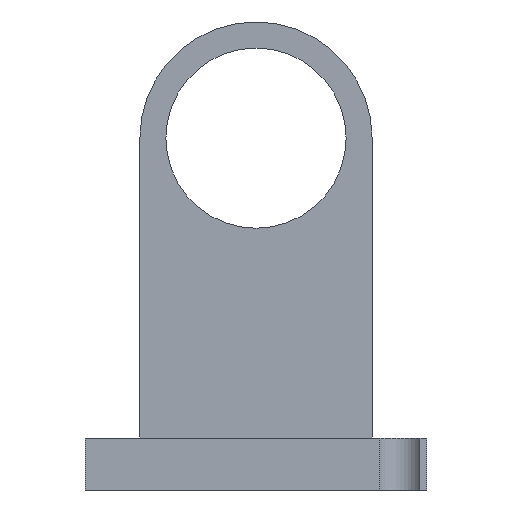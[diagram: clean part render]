
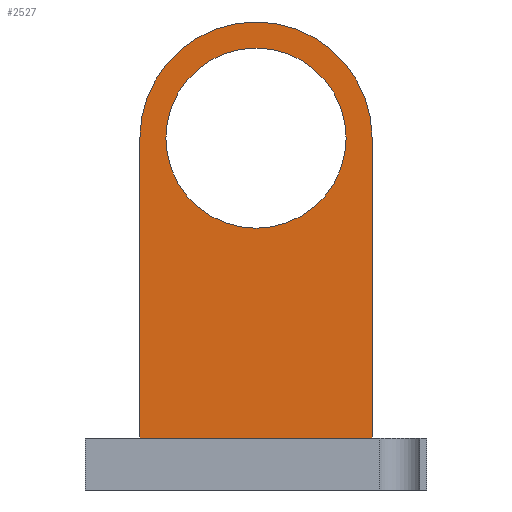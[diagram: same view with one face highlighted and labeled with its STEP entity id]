
A CAD part, front view. The second image highlights one B-rep face of the part: STEP entity #2527.
In plain terms, the highlighted planar face has unit normal (0, -1, 0).
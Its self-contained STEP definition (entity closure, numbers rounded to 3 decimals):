
#1842 = PLANE('',#1843);
#1843 = AXIS2_PLACEMENT_3D('',#1844,#1845,#1846);
#1844 = CARTESIAN_POINT('',(-32.827,-100.5,5.));
#1845 = DIRECTION('',(0.,0.,1.));
#1846 = DIRECTION('',(1.,0.,0.));
#2043 = VERTEX_POINT('',#2044);
#2044 = CARTESIAN_POINT('',(-22.327,-10.661,5.));
#2058 = PLANE('',#2059);
#2059 = AXIS2_PLACEMENT_3D('',#2060,#2061,#2062);
#2060 = CARTESIAN_POINT('',(-22.327,-4.685,
    -17.327));
#2061 = DIRECTION('',(1.,0.,0.));
#2062 = DIRECTION('',(0.,-1.,0.));
#2099 = VERTEX_POINT('',#2100);
#2100 = CARTESIAN_POINT('',(22.327,-10.661,5.));
#2114 = PLANE('',#2115);
#2115 = AXIS2_PLACEMENT_3D('',#2116,#2117,#2118);
#2116 = CARTESIAN_POINT('',(22.327,-4.685,
    -17.327));
#2117 = DIRECTION('',(1.,0.,0.));
#2118 = DIRECTION('',(0.,-1.,0.));
#2126 = EDGE_CURVE('',#2043,#2099,#2127,.T.);
#2127 = SURFACE_CURVE('',#2128,(#2132,#2139),.PCURVE_S1.);
#2128 = LINE('',#2129,#2130);
#2129 = CARTESIAN_POINT('',(0.,-10.661,5.));
#2130 = VECTOR('',#2131,1.);
#2131 = DIRECTION('',(1.,0.,0.));
#2132 = PCURVE('',#1842,#2133);
#2133 = DEFINITIONAL_REPRESENTATION('',(#2134),#2138);
#2134 = LINE('',#2135,#2136);
#2135 = CARTESIAN_POINT('',(32.827,89.839));
#2136 = VECTOR('',#2137,1.);
#2137 = DIRECTION('',(1.,0.));
#2138 = ( GEOMETRIC_REPRESENTATION_CONTEXT(2) 
PARAMETRIC_REPRESENTATION_CONTEXT() REPRESENTATION_CONTEXT('2D SPACE',''
  ) );
#2139 = PCURVE('',#2140,#2145);
#2140 = PLANE('',#2141);
#2141 = AXIS2_PLACEMENT_3D('',#2142,#2143,#2144);
#2142 = CARTESIAN_POINT('',(-22.327,-10.661,
    -17.327));
#2143 = DIRECTION('',(0.,-1.,0.));
#2144 = DIRECTION('',(1.,0.,0.));
#2145 = DEFINITIONAL_REPRESENTATION('',(#2146),#2150);
#2146 = LINE('',#2147,#2148);
#2147 = CARTESIAN_POINT('',(22.327,22.327));
#2148 = VECTOR('',#2149,1.);
#2149 = DIRECTION('',(1.,0.));
#2150 = ( GEOMETRIC_REPRESENTATION_CONTEXT(2) 
PARAMETRIC_REPRESENTATION_CONTEXT() REPRESENTATION_CONTEXT('2D SPACE',''
  ) );
#2455 = EDGE_CURVE('',#2043,#2456,#2458,.T.);
#2456 = VERTEX_POINT('',#2457);
#2457 = CARTESIAN_POINT('',(-22.327,-10.661,
    62.683));
#2458 = SURFACE_CURVE('',#2459,(#2463,#2470),.PCURVE_S1.);
#2459 = LINE('',#2460,#2461);
#2460 = CARTESIAN_POINT('',(-22.327,-10.661,
    -17.327));
#2461 = VECTOR('',#2462,1.);
#2462 = DIRECTION('',(0.,0.,1.));
#2463 = PCURVE('',#2058,#2464);
#2464 = DEFINITIONAL_REPRESENTATION('',(#2465),#2469);
#2465 = LINE('',#2466,#2467);
#2466 = CARTESIAN_POINT('',(5.976,0.));
#2467 = VECTOR('',#2468,1.);
#2468 = DIRECTION('',(0.,-1.));
#2469 = ( GEOMETRIC_REPRESENTATION_CONTEXT(2) 
PARAMETRIC_REPRESENTATION_CONTEXT() REPRESENTATION_CONTEXT('2D SPACE',''
  ) );
#2470 = PCURVE('',#2140,#2471);
#2471 = DEFINITIONAL_REPRESENTATION('',(#2472),#2476);
#2472 = LINE('',#2473,#2474);
#2473 = CARTESIAN_POINT('',(0.,0.));
#2474 = VECTOR('',#2475,1.);
#2475 = DIRECTION('',(0.,1.));
#2476 = ( GEOMETRIC_REPRESENTATION_CONTEXT(2) 
PARAMETRIC_REPRESENTATION_CONTEXT() REPRESENTATION_CONTEXT('2D SPACE',''
  ) );
#2516 = CYLINDRICAL_SURFACE('',#2517,22.317);
#2517 = AXIS2_PLACEMENT_3D('',#2518,#2519,#2520);
#2518 = CARTESIAN_POINT('',(-0.01,-4.685,
    62.683));
#2519 = DIRECTION('',(0.,-1.,0.));
#2520 = DIRECTION('',(-1.,-0.,0.));
#2527 = ADVANCED_FACE('',(#2528,#2638),#2140,.T.);
#2528 = FACE_BOUND('',#2529,.T.);
#2529 = EDGE_LOOP('',(#2530,#2531,#2532,#2555,#2584,#2612));
#2530 = ORIENTED_EDGE('',*,*,#2455,.F.);
#2531 = ORIENTED_EDGE('',*,*,#2126,.T.);
#2532 = ORIENTED_EDGE('',*,*,#2533,.T.);
#2533 = EDGE_CURVE('',#2099,#2534,#2536,.T.);
#2534 = VERTEX_POINT('',#2535);
#2535 = CARTESIAN_POINT('',(22.327,-10.661,
    62.683));
#2536 = SURFACE_CURVE('',#2537,(#2541,#2548),.PCURVE_S1.);
#2537 = LINE('',#2538,#2539);
#2538 = CARTESIAN_POINT('',(22.327,-10.661,
    -17.327));
#2539 = VECTOR('',#2540,1.);
#2540 = DIRECTION('',(0.,0.,1.));
#2541 = PCURVE('',#2140,#2542);
#2542 = DEFINITIONAL_REPRESENTATION('',(#2543),#2547);
#2543 = LINE('',#2544,#2545);
#2544 = CARTESIAN_POINT('',(44.654,0.));
#2545 = VECTOR('',#2546,1.);
#2546 = DIRECTION('',(0.,1.));
#2547 = ( GEOMETRIC_REPRESENTATION_CONTEXT(2) 
PARAMETRIC_REPRESENTATION_CONTEXT() REPRESENTATION_CONTEXT('2D SPACE',''
  ) );
#2548 = PCURVE('',#2114,#2549);
#2549 = DEFINITIONAL_REPRESENTATION('',(#2550),#2554);
#2550 = LINE('',#2551,#2552);
#2551 = CARTESIAN_POINT('',(5.976,0.));
#2552 = VECTOR('',#2553,1.);
#2553 = DIRECTION('',(0.,-1.));
#2554 = ( GEOMETRIC_REPRESENTATION_CONTEXT(2) 
PARAMETRIC_REPRESENTATION_CONTEXT() REPRESENTATION_CONTEXT('2D SPACE',''
  ) );
#2555 = ORIENTED_EDGE('',*,*,#2556,.T.);
#2556 = EDGE_CURVE('',#2534,#2557,#2559,.T.);
#2557 = VERTEX_POINT('',#2558);
#2558 = CARTESIAN_POINT('',(0.01,-10.661,85.));
#2559 = SURFACE_CURVE('',#2560,(#2565,#2572),.PCURVE_S1.);
#2560 = CIRCLE('',#2561,22.317);
#2561 = AXIS2_PLACEMENT_3D('',#2562,#2563,#2564);
#2562 = CARTESIAN_POINT('',(0.01,-10.661,
    62.683));
#2563 = DIRECTION('',(0.,-1.,0.));
#2564 = DIRECTION('',(0.,-0.,-1.));
#2565 = PCURVE('',#2140,#2566);
#2566 = DEFINITIONAL_REPRESENTATION('',(#2567),#2571);
#2567 = CIRCLE('',#2568,22.317);
#2568 = AXIS2_PLACEMENT_2D('',#2569,#2570);
#2569 = CARTESIAN_POINT('',(22.337,80.01));
#2570 = DIRECTION('',(0.,-1.));
#2571 = ( GEOMETRIC_REPRESENTATION_CONTEXT(2) 
PARAMETRIC_REPRESENTATION_CONTEXT() REPRESENTATION_CONTEXT('2D SPACE',''
  ) );
#2572 = PCURVE('',#2573,#2578);
#2573 = CYLINDRICAL_SURFACE('',#2574,22.317);
#2574 = AXIS2_PLACEMENT_3D('',#2575,#2576,#2577);
#2575 = CARTESIAN_POINT('',(0.01,-4.685,
    62.683));
#2576 = DIRECTION('',(0.,-1.,0.));
#2577 = DIRECTION('',(1.,0.,0.));
#2578 = DEFINITIONAL_REPRESENTATION('',(#2579),#2583);
#2579 = LINE('',#2580,#2581);
#2580 = CARTESIAN_POINT('',(-1.571,5.976));
#2581 = VECTOR('',#2582,1.);
#2582 = DIRECTION('',(1.,0.));
#2583 = ( GEOMETRIC_REPRESENTATION_CONTEXT(2) 
PARAMETRIC_REPRESENTATION_CONTEXT() REPRESENTATION_CONTEXT('2D SPACE',''
  ) );
#2584 = ORIENTED_EDGE('',*,*,#2585,.F.);
#2585 = EDGE_CURVE('',#2586,#2557,#2588,.T.);
#2586 = VERTEX_POINT('',#2587);
#2587 = CARTESIAN_POINT('',(-0.01,-10.661,85.));
#2588 = SURFACE_CURVE('',#2589,(#2593,#2600),.PCURVE_S1.);
#2589 = LINE('',#2590,#2591);
#2590 = CARTESIAN_POINT('',(-22.327,-10.661,85.));
#2591 = VECTOR('',#2592,1.);
#2592 = DIRECTION('',(1.,0.,0.));
#2593 = PCURVE('',#2140,#2594);
#2594 = DEFINITIONAL_REPRESENTATION('',(#2595),#2599);
#2595 = LINE('',#2596,#2597);
#2596 = CARTESIAN_POINT('',(0.,102.327));
#2597 = VECTOR('',#2598,1.);
#2598 = DIRECTION('',(1.,0.));
#2599 = ( GEOMETRIC_REPRESENTATION_CONTEXT(2) 
PARAMETRIC_REPRESENTATION_CONTEXT() REPRESENTATION_CONTEXT('2D SPACE',''
  ) );
#2600 = PCURVE('',#2601,#2606);
#2601 = PLANE('',#2602);
#2602 = AXIS2_PLACEMENT_3D('',#2603,#2604,#2605);
#2603 = CARTESIAN_POINT('',(-22.327,-4.685,85.));
#2604 = DIRECTION('',(0.,0.,1.));
#2605 = DIRECTION('',(0.,-1.,0.));
#2606 = DEFINITIONAL_REPRESENTATION('',(#2607),#2611);
#2607 = LINE('',#2608,#2609);
#2608 = CARTESIAN_POINT('',(5.976,0.));
#2609 = VECTOR('',#2610,1.);
#2610 = DIRECTION('',(0.,1.));
#2611 = ( GEOMETRIC_REPRESENTATION_CONTEXT(2) 
PARAMETRIC_REPRESENTATION_CONTEXT() REPRESENTATION_CONTEXT('2D SPACE',''
  ) );
#2612 = ORIENTED_EDGE('',*,*,#2613,.F.);
#2613 = EDGE_CURVE('',#2456,#2586,#2614,.T.);
#2614 = SURFACE_CURVE('',#2615,(#2620,#2631),.PCURVE_S1.);
#2615 = CIRCLE('',#2616,22.317);
#2616 = AXIS2_PLACEMENT_3D('',#2617,#2618,#2619);
#2617 = CARTESIAN_POINT('',(-0.01,-10.661,
    62.683));
#2618 = DIRECTION('',(-0.,1.,0.));
#2619 = DIRECTION('',(0.,0.,-1.));
#2620 = PCURVE('',#2140,#2621);
#2621 = DEFINITIONAL_REPRESENTATION('',(#2622),#2630);
#2622 = ( BOUNDED_CURVE() B_SPLINE_CURVE(2,(#2623,#2624,#2625,#2626,
#2627,#2628,#2629),.UNSPECIFIED.,.T.,.F.) B_SPLINE_CURVE_WITH_KNOTS((1,2
    ,2,2,2,1),(-2.094,0.,2.094,4.189,
6.283,8.378),.UNSPECIFIED.) CURVE() 
GEOMETRIC_REPRESENTATION_ITEM() RATIONAL_B_SPLINE_CURVE((1.,0.5,1.,0.5,
1.,0.5,1.)) REPRESENTATION_ITEM('') );
#2623 = CARTESIAN_POINT('',(22.317,57.693));
#2624 = CARTESIAN_POINT('',(-16.337,57.693));
#2625 = CARTESIAN_POINT('',(2.99,91.169));
#2626 = CARTESIAN_POINT('',(22.317,124.644));
#2627 = CARTESIAN_POINT('',(41.644,91.169));
#2628 = CARTESIAN_POINT('',(60.972,57.693));
#2629 = CARTESIAN_POINT('',(22.317,57.693));
#2630 = ( GEOMETRIC_REPRESENTATION_CONTEXT(2) 
PARAMETRIC_REPRESENTATION_CONTEXT() REPRESENTATION_CONTEXT('2D SPACE',''
  ) );
#2631 = PCURVE('',#2516,#2632);
#2632 = DEFINITIONAL_REPRESENTATION('',(#2633),#2637);
#2633 = LINE('',#2634,#2635);
#2634 = CARTESIAN_POINT('',(1.571,5.976));
#2635 = VECTOR('',#2636,1.);
#2636 = DIRECTION('',(-1.,0.));
#2637 = ( GEOMETRIC_REPRESENTATION_CONTEXT(2) 
PARAMETRIC_REPRESENTATION_CONTEXT() REPRESENTATION_CONTEXT('2D SPACE',''
  ) );
#2638 = FACE_BOUND('',#2639,.T.);
#2639 = EDGE_LOOP('',(#2640));
#2640 = ORIENTED_EDGE('',*,*,#2641,.T.);
#2641 = EDGE_CURVE('',#2642,#2642,#2644,.T.);
#2642 = VERTEX_POINT('',#2643);
#2643 = CARTESIAN_POINT('',(17.327,-10.661,
    62.673));
#2644 = SURFACE_CURVE('',#2645,(#2650,#2661),.PCURVE_S1.);
#2645 = CIRCLE('',#2646,17.327);
#2646 = AXIS2_PLACEMENT_3D('',#2647,#2648,#2649);
#2647 = CARTESIAN_POINT('',(0.,-10.661,62.673));
#2648 = DIRECTION('',(-0.,1.,0.));
#2649 = DIRECTION('',(1.,0.,0.));
#2650 = PCURVE('',#2140,#2651);
#2651 = DEFINITIONAL_REPRESENTATION('',(#2652),#2660);
#2652 = ( BOUNDED_CURVE() B_SPLINE_CURVE(2,(#2653,#2654,#2655,#2656,
#2657,#2658,#2659),.UNSPECIFIED.,.T.,.F.) B_SPLINE_CURVE_WITH_KNOTS((1,2
    ,2,2,2,1),(-2.094,0.,2.094,4.189,
6.283,8.378),.UNSPECIFIED.) CURVE() 
GEOMETRIC_REPRESENTATION_ITEM() RATIONAL_B_SPLINE_CURVE((1.,0.5,1.,0.5,
1.,0.5,1.)) REPRESENTATION_ITEM('') );
#2653 = CARTESIAN_POINT('',(39.654,80.));
#2654 = CARTESIAN_POINT('',(39.654,49.988));
#2655 = CARTESIAN_POINT('',(13.664,64.994));
#2656 = CARTESIAN_POINT('',(-12.327,80.));
#2657 = CARTESIAN_POINT('',(13.664,95.006));
#2658 = CARTESIAN_POINT('',(39.654,110.012));
#2659 = CARTESIAN_POINT('',(39.654,80.));
#2660 = ( GEOMETRIC_REPRESENTATION_CONTEXT(2) 
PARAMETRIC_REPRESENTATION_CONTEXT() REPRESENTATION_CONTEXT('2D SPACE',''
  ) );
#2661 = PCURVE('',#2662,#2667);
#2662 = CYLINDRICAL_SURFACE('',#2663,17.327);
#2663 = AXIS2_PLACEMENT_3D('',#2664,#2665,#2666);
#2664 = CARTESIAN_POINT('',(0.,72.327,62.673));
#2665 = DIRECTION('',(0.,1.,0.));
#2666 = DIRECTION('',(1.,0.,0.));
#2667 = DEFINITIONAL_REPRESENTATION('',(#2668),#2672);
#2668 = LINE('',#2669,#2670);
#2669 = CARTESIAN_POINT('',(-6.283,-82.988));
#2670 = VECTOR('',#2671,1.);
#2671 = DIRECTION('',(1.,-0.));
#2672 = ( GEOMETRIC_REPRESENTATION_CONTEXT(2) 
PARAMETRIC_REPRESENTATION_CONTEXT() REPRESENTATION_CONTEXT('2D SPACE',''
  ) );
